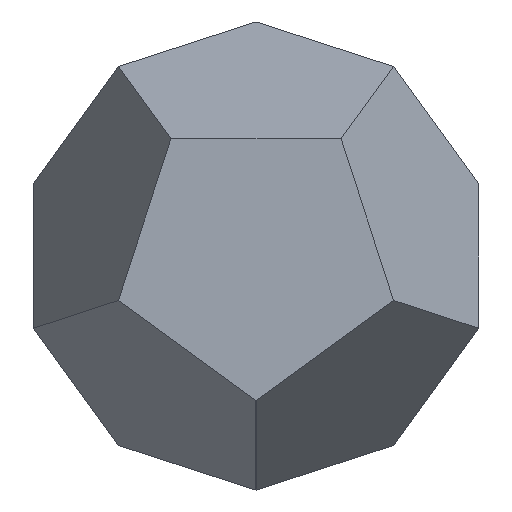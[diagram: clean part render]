
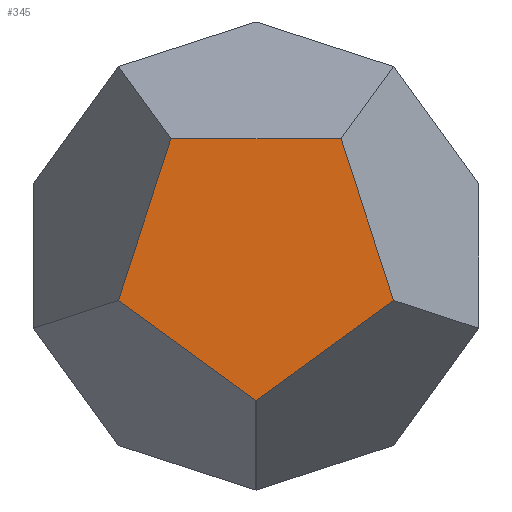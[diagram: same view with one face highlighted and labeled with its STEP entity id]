
A CAD part, top view. The second image highlights one B-rep face of the part: STEP entity #345.
In plain terms, the highlighted planar face has unit normal (0, 0, 1).
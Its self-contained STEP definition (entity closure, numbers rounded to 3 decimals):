
#2 = DIRECTION ( 'NONE',  ( 0.809, -0.588, 0. ) ) ;
#29 = VERTEX_POINT ( 'NONE', #615 ) ;
#44 = EDGE_LOOP ( 'NONE', ( #611, #451, #547, #276, #302 ) ) ;
#96 = CARTESIAN_POINT ( 'NONE',  ( 0., 0., 64.721 ) ) ;
#99 = DIRECTION ( 'NONE',  ( 1., 0., 0. ) ) ;
#113 = CARTESIAN_POINT ( 'NONE',  ( 8.155, 5.226, 64.721 ) ) ;
#145 = CARTESIAN_POINT ( 'NONE',  ( -0.825, 32.865, 64.721 ) ) ;
#152 = VERTEX_POINT ( 'NONE', #429 ) ;
#153 = CARTESIAN_POINT ( 'NONE',  ( -29.887, 32.865, 64.721 ) ) ;
#201 = EDGE_CURVE ( 'NONE', #502, #355, #486, .T. ) ;
#217 = LINE ( 'NONE', #378, #304 ) ;
#248 = CARTESIAN_POINT ( 'NONE',  ( -0.825, 32.865, 64.721 ) ) ;
#257 = LINE ( 'NONE', #522, #385 ) ;
#276 = ORIENTED_EDGE ( 'NONE', *, *, #459, .T. ) ;
#279 = VECTOR ( 'NONE', #418, 1000. ) ;
#300 = CARTESIAN_POINT ( 'NONE',  ( -29.887, 32.865, 64.721 ) ) ;
#302 = ORIENTED_EDGE ( 'NONE', *, *, #201, .T. ) ;
#304 = VECTOR ( 'NONE', #430, 1000. ) ;
#318 = EDGE_CURVE ( 'NONE', #402, #29, #662, .T. ) ;
#326 = DIRECTION ( 'NONE',  ( -0.309, 0.951, 0. ) ) ;
#345 = ADVANCED_FACE ( 'NONE', ( #619 ), #408, .T. ) ;
#355 = VERTEX_POINT ( 'NONE', #248 ) ;
#378 = CARTESIAN_POINT ( 'NONE',  ( -15.356, -11.856, 64.721 ) ) ;
#385 = VECTOR ( 'NONE', #2, 1000. ) ;
#402 = VERTEX_POINT ( 'NONE', #153 ) ;
#408 = PLANE ( 'NONE',  #542 ) ;
#418 = DIRECTION ( 'NONE',  ( -1., 0., 0. ) ) ;
#419 = EDGE_CURVE ( 'NONE', #355, #402, #524, .T. ) ;
#428 = CARTESIAN_POINT ( 'NONE',  ( 8.155, 5.226, 64.721 ) ) ;
#429 = CARTESIAN_POINT ( 'NONE',  ( -15.356, -11.856, 64.721 ) ) ;
#430 = DIRECTION ( 'NONE',  ( 0.809, 0.588, 0. ) ) ;
#451 = ORIENTED_EDGE ( 'NONE', *, *, #318, .T. ) ;
#459 = EDGE_CURVE ( 'NONE', #152, #502, #217, .T. ) ;
#461 = DIRECTION ( 'NONE',  ( 0., 0., 1. ) ) ;
#486 = LINE ( 'NONE', #113, #648 ) ;
#502 = VERTEX_POINT ( 'NONE', #428 ) ;
#515 = DIRECTION ( 'NONE',  ( -0.309, -0.951, 0. ) ) ;
#522 = CARTESIAN_POINT ( 'NONE',  ( -38.868, 5.226, 64.721 ) ) ;
#524 = LINE ( 'NONE', #145, #279 ) ;
#542 = AXIS2_PLACEMENT_3D ( 'NONE', #96, #461, #99 ) ;
#547 = ORIENTED_EDGE ( 'NONE', *, *, #608, .T. ) ;
#608 = EDGE_CURVE ( 'NONE', #29, #152, #257, .T. ) ;
#611 = ORIENTED_EDGE ( 'NONE', *, *, #419, .T. ) ;
#615 = CARTESIAN_POINT ( 'NONE',  ( -38.868, 5.226, 64.721 ) ) ;
#619 = FACE_OUTER_BOUND ( 'NONE', #44, .T. ) ;
#648 = VECTOR ( 'NONE', #326, 1000. ) ;
#662 = LINE ( 'NONE', #300, #675 ) ;
#675 = VECTOR ( 'NONE', #515, 1000. ) ;
